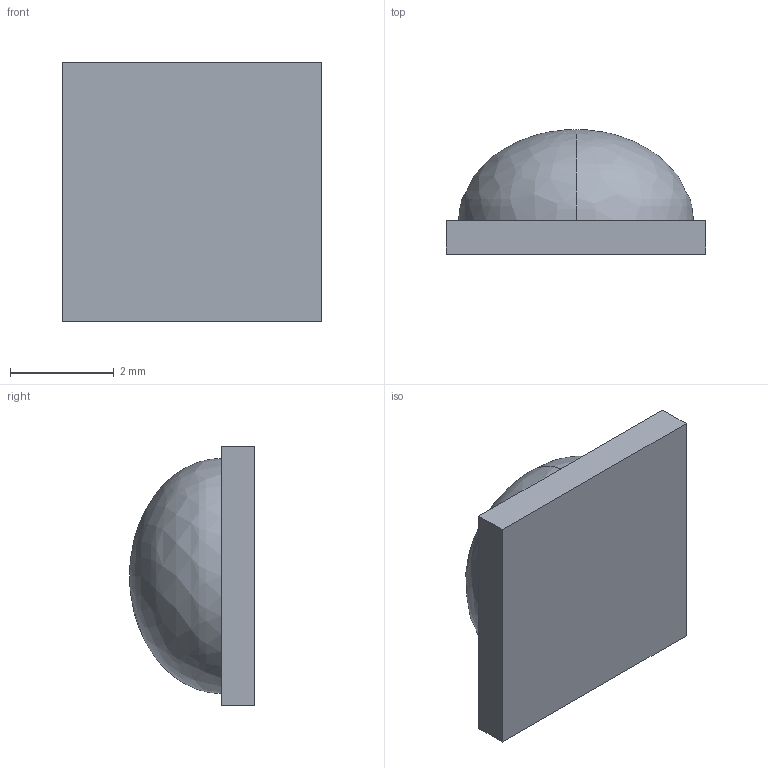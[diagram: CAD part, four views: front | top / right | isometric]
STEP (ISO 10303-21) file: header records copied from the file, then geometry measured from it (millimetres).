
FILE_DESCRIPTION (( 'STEP AP214' ), '1' );
FILE_NAME ('PBLA-15LTE.STEP', '2024-01-16T16:03:38', ( '' ), ( '' ), 'SwSTEP 2.0', 'SolidWorks 2023', '' );
FILE_SCHEMA (( 'AUTOMOTIVE_DESIGN' ));
Length unit declared in the file: millimetre
Products named in the file (1): PBLA-15LTE
Bounding box: 5 x 2.4 x 5 mm (x, y, z)
Volume: 34.8 mm3; surface area: 74.2 mm2
Topology: 1 solids, 1 shells, 8 faces, 18 edges, 11 vertices
Faces by surface type: plane 6, bspline 2
Entity records: 255 total; most frequent: CARTESIAN_POINT 72, ORIENTED_EDGE 32, DIRECTION 30, EDGE_CURVE 16, LINE 12, VECTOR 12, VERTEX_POINT 11, AXIS2_PLACEMENT_3D 9
